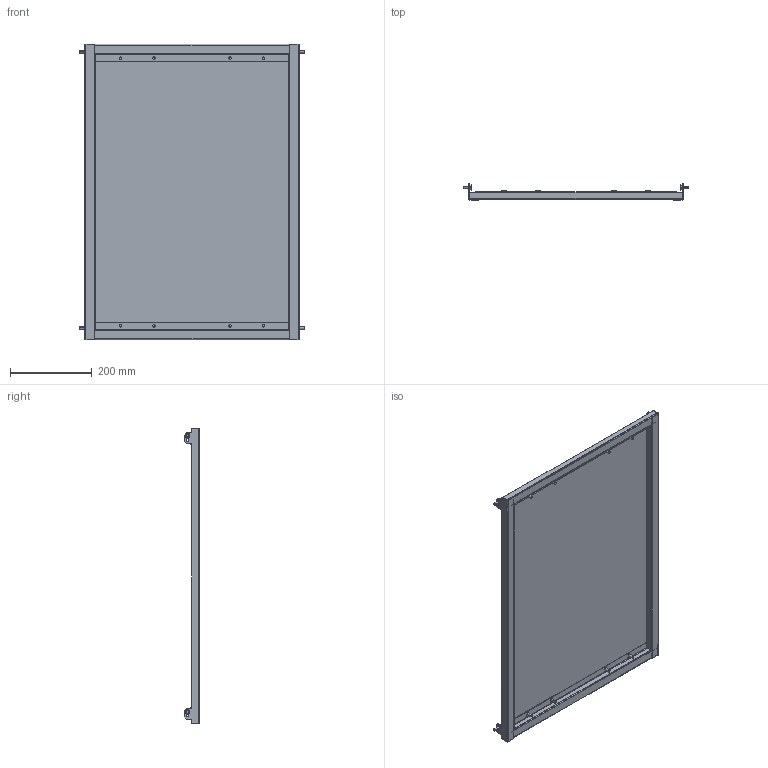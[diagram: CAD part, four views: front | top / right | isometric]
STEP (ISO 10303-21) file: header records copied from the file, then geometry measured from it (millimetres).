
FILE_DESCRIPTION (( 'STEP AP214' ), '1' );
FILE_NAME ('PB6D800 Ïàíåëü íèæíÿÿ ãëóõàÿ.step', '2020-11-05T18:40:27', ( '' ), ( '' ), 'SwSTEP 2.0', 'SolidWorks 2019', '' );
FILE_SCHEMA (( 'AUTOMOTIVE_DESIGN' ));
Length unit declared in the file: millimetre
Products named in the file (23): AVT005.07.00.02 眈翴錪_00; AVT005.06.00.01 Óãîëîê_èçâ0136_10.20_00; Âèíò ñàìîíàðåçàþùèé Ì6 DIN 7516À; AVT005.06.01.00 冓憵_00; AVT004.06.00.03 赶鎀鍧; AVT005.07.00.02 眈翴錪; AVT004.06.00.03 赶鎀鍧_00; AVT005.06.00.01 Óãîëîê_èçâ0136_10.20; Âèíò ñàìîíàðåçàþùèé Ì6 DIN 7516À_6å16; PB6D800 Ïàíåëü íèæíÿÿ ãëóõàÿ
Assembly tree (18 placements, depth 3):
  Âèíò ñàìîíàðåçàþùèé Ì6 DIN 7516À
  Âèíò ñàìîíàðåçàþùèé Ì6 DIN 7516À
  Âèíò ñàìîíàðåçàþùèé Ì6 DIN 7516À
  Âèíò ñàìîíàðåçàþùèé Ì6 DIN 7516À
  Âèíò ñàìîíàðåçàþùèé Ì6 DIN 7516À
Bounding box: 552 x 39 x 723 mm (x, y, z)
Volume: 764381.9 mm3; surface area: 1026831.2 mm2
Topology: 17 solids, 17 shells, 486 faces, 1240 edges, 800 vertices
Faces by surface type: plane 350, cylinder 112, sphere 24
Entity records: 5693 total; most frequent: DIRECTION 936, CARTESIAN_POINT 908, ORIENTED_EDGE 876, EDGE_CURVE 438, LINE 328, VECTOR 328, AXIS2_PLACEMENT_3D 304, VERTEX_POINT 276
